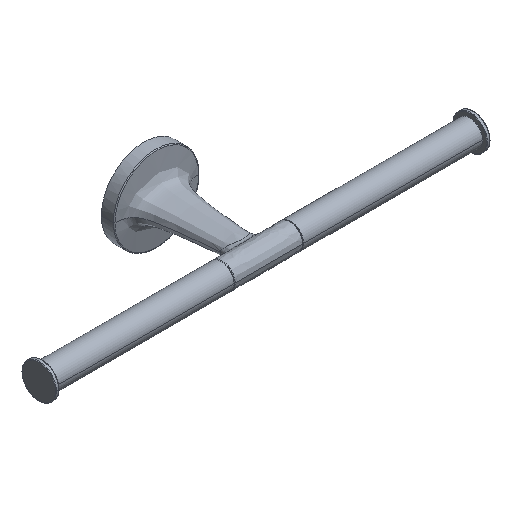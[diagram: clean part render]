
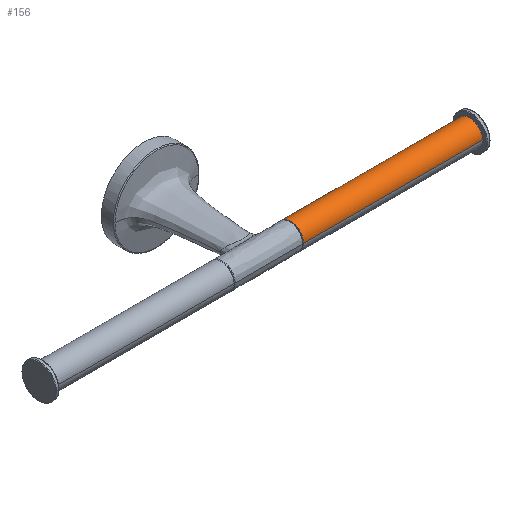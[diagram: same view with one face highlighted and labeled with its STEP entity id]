
A CAD part, isometric view. The second image highlights one B-rep face of the part: STEP entity #156.
In plain terms, the highlighted free-form (B-spline) face has degree [2, 1] with [9, 2] control points.
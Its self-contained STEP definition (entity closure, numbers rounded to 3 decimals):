
#156=ADVANCED_FACE('',(#290),#4233,.T.);
#290=FACE_OUTER_BOUND('',#430,.T.);
#430=EDGE_LOOP('',(#1005,#1006,#1007,#1008));
#1005=ORIENTED_EDGE('',*,*,#3665,.T.);
#1006=ORIENTED_EDGE('',*,*,#3666,.T.);
#1007=ORIENTED_EDGE('',*,*,#3667,.T.);
#1008=ORIENTED_EDGE('',*,*,#3668,.T.);
#1627=PCURVE('',#4233,#2249);
#1628=PCURVE('',#4233,#2250);
#1629=PCURVE('',#4233,#2251);
#1630=PCURVE('',#4233,#2252);
#1631=PCURVE('',#4136,#2253);
#1636=PCURVE('',#4137,#2258);
#1639=PCURVE('',#4234,#2261);
#1641=PCURVE('',#4234,#2263);
#2249=DEFINITIONAL_REPRESENTATION('',(#2977),#21784);
#2250=DEFINITIONAL_REPRESENTATION('',(#2979),#21784);
#2251=DEFINITIONAL_REPRESENTATION('',(#2980),#21784);
#2252=DEFINITIONAL_REPRESENTATION('',(#2982),#21784);
#2253=DEFINITIONAL_REPRESENTATION('',(#3889),#21784);
#2258=DEFINITIONAL_REPRESENTATION('',(#3897),#21784);
#2261=DEFINITIONAL_REPRESENTATION('',(#2983),#21784);
#2263=DEFINITIONAL_REPRESENTATION('',(#2985),#21784);
#2977=B_SPLINE_CURVE_WITH_KNOTS('',1,(#21319,#21320),.UNSPECIFIED.,.F.,
 .F.,(2,2),(-23.562,0.),.UNSPECIFIED.);
#2978=B_SPLINE_CURVE_WITH_KNOTS('',1,(#21321,#21322),.UNSPECIFIED.,.F.,
 .F.,(2,2),(0.,105.),.UNSPECIFIED.);
#2979=B_SPLINE_CURVE_WITH_KNOTS('',1,(#21323,#21324),.UNSPECIFIED.,.F.,
 .F.,(2,2),(0.,105.),.UNSPECIFIED.);
#2980=B_SPLINE_CURVE_WITH_KNOTS('',1,(#21330,#21331),.UNSPECIFIED.,.F.,
 .F.,(2,2),(0.,23.562),.UNSPECIFIED.);
#2981=B_SPLINE_CURVE_WITH_KNOTS('',1,(#21332,#21333),.UNSPECIFIED.,.F.,
 .F.,(2,2),(-105.,0.),.UNSPECIFIED.);
#2982=B_SPLINE_CURVE_WITH_KNOTS('',1,(#21334,#21335),.UNSPECIFIED.,.F.,
 .F.,(2,2),(-105.,0.),.UNSPECIFIED.);
#2983=B_SPLINE_CURVE_WITH_KNOTS('',1,(#21396,#21397),.UNSPECIFIED.,.F.,
 .F.,(2,2),(0.,105.),.UNSPECIFIED.);
#2985=B_SPLINE_CURVE_WITH_KNOTS('',1,(#21400,#21401),.UNSPECIFIED.,.F.,
 .F.,(2,2),(-105.,0.),.UNSPECIFIED.);
#3337=SURFACE_CURVE('',#3887,(#1627,#1631),.PCURVE_S1.);
#3338=SURFACE_CURVE('',#2978,(#1628,#1639),.PCURVE_S1.);
#3339=SURFACE_CURVE('',#3888,(#1629,#1636),.PCURVE_S1.);
#3340=SURFACE_CURVE('',#2981,(#1630,#1641),.PCURVE_S1.);
#3665=EDGE_CURVE('',#4096,#4097,#3337,.T.);
#3666=EDGE_CURVE('',#4097,#4098,#3338,.T.);
#3667=EDGE_CURVE('',#4098,#4099,#3339,.T.);
#3668=EDGE_CURVE('',#4099,#4096,#3340,.T.);
#3887=(
BOUNDED_CURVE()
B_SPLINE_CURVE(2,(#21314,#21315,#21316,#21317,#21318),.UNSPECIFIED.,.F.,
 .F.)
B_SPLINE_CURVE_WITH_KNOTS((3,2,3),(-23.562,-11.781,
0.),.UNSPECIFIED.)
CURVE()
GEOMETRIC_REPRESENTATION_ITEM()
RATIONAL_B_SPLINE_CURVE((1.,0.707,1.,0.707,1.))
REPRESENTATION_ITEM('')
);
#3888=(
BOUNDED_CURVE()
B_SPLINE_CURVE(2,(#21325,#21326,#21327,#21328,#21329),.UNSPECIFIED.,.F.,
 .F.)
B_SPLINE_CURVE_WITH_KNOTS((3,2,3),(0.,11.781,23.562),
 .UNSPECIFIED.)
CURVE()
GEOMETRIC_REPRESENTATION_ITEM()
RATIONAL_B_SPLINE_CURVE((1.,0.707,1.,0.707,1.))
REPRESENTATION_ITEM('')
);
#3889=(
BOUNDED_CURVE()
B_SPLINE_CURVE(2,(#21336,#21337,#21338,#21339,#21340),.UNSPECIFIED.,.F.,
 .F.)
B_SPLINE_CURVE_WITH_KNOTS((3,2,3),(-23.562,-11.781,
0.),.UNSPECIFIED.)
CURVE()
GEOMETRIC_REPRESENTATION_ITEM()
RATIONAL_B_SPLINE_CURVE((1.,0.707,1.,0.707,1.))
REPRESENTATION_ITEM('')
);
#3897=(
BOUNDED_CURVE()
B_SPLINE_CURVE(2,(#21376,#21377,#21378,#21379,#21380),.UNSPECIFIED.,.F.,
 .F.)
B_SPLINE_CURVE_WITH_KNOTS((3,2,3),(0.,11.781,23.562),
 .UNSPECIFIED.)
CURVE()
GEOMETRIC_REPRESENTATION_ITEM()
RATIONAL_B_SPLINE_CURVE((1.,0.707,1.,0.707,1.))
REPRESENTATION_ITEM('')
);
#4096=VERTEX_POINT('',#21254);
#4097=VERTEX_POINT('',#21255);
#4098=VERTEX_POINT('',#21256);
#4099=VERTEX_POINT('',#21257);
#4136=B_SPLINE_SURFACE_WITH_KNOTS('',1,1,((#21166,#21167),(#21168,#21169)),
 .UNSPECIFIED.,.F.,.F.,.F.,(2,2),(2,2),(-9.001,9.001),(-9.001,9.001),
 .UNSPECIFIED.);
#4137=B_SPLINE_SURFACE_WITH_KNOTS('',1,1,((#21170,#21171),(#21172,#21173)),
 .UNSPECIFIED.,.F.,.F.,.F.,(2,2),(2,2),(-9.001,9.001),(-9.001,9.001),
 .UNSPECIFIED.);
#4233=(
BOUNDED_SURFACE()
B_SPLINE_SURFACE(2,1,((#21148,#21149),(#21150,#21151),(#21152,#21153),(#21154,
#21155),(#21156,#21157),(#21158,#21159),(#21160,#21161),(#21162,#21163),
(#21164,#21165)),.UNSPECIFIED.,.T.,.F.,.F.)
B_SPLINE_SURFACE_WITH_KNOTS((3,2,2,2,3),(2,2),(0.,1.571,3.142,
4.712,6.283),(0.,126.002),.UNSPECIFIED.)
GEOMETRIC_REPRESENTATION_ITEM()
RATIONAL_B_SPLINE_SURFACE(((1.,1.),(0.707,0.707),
(1.,1.),(0.707,0.707),(1.,1.),(0.707,
0.707),(1.,1.),(0.707,0.707),(1.,1.)))
REPRESENTATION_ITEM('')
SURFACE()
);
#4234=(
BOUNDED_SURFACE()
B_SPLINE_SURFACE(2,1,((#21174,#21175),(#21176,#21177),(#21178,#21179),(#21180,
#21181),(#21182,#21183),(#21184,#21185),(#21186,#21187),(#21188,#21189),
(#21190,#21191)),.UNSPECIFIED.,.T.,.F.,.F.)
B_SPLINE_SURFACE_WITH_KNOTS((3,2,2,2,3),(2,2),(0.,1.571,3.142,
4.712,6.283),(0.,126.002),.UNSPECIFIED.)
GEOMETRIC_REPRESENTATION_ITEM()
RATIONAL_B_SPLINE_SURFACE(((1.,1.),(0.707,0.707),
(1.,1.),(0.707,0.707),(1.,1.),(0.707,
0.707),(1.,1.),(0.707,0.707),(1.,1.)))
REPRESENTATION_ITEM('')
SURFACE()
);
#21148=CARTESIAN_POINT('',(135.801,-27.825,22.825));
#21149=CARTESIAN_POINT('',(9.799,-27.825,22.825));
#21150=CARTESIAN_POINT('',(135.801,-35.325,22.825));
#21151=CARTESIAN_POINT('',(9.799,-35.325,22.825));
#21152=CARTESIAN_POINT('',(135.801,-35.325,30.325));
#21153=CARTESIAN_POINT('',(9.799,-35.325,30.325));
#21154=CARTESIAN_POINT('',(135.801,-35.325,37.825));
#21155=CARTESIAN_POINT('',(9.799,-35.325,37.825));
#21156=CARTESIAN_POINT('',(135.801,-27.825,37.825));
#21157=CARTESIAN_POINT('',(9.799,-27.825,37.825));
#21158=CARTESIAN_POINT('',(135.801,-20.325,37.825));
#21159=CARTESIAN_POINT('',(9.799,-20.325,37.825));
#21160=CARTESIAN_POINT('',(135.801,-20.325,30.325));
#21161=CARTESIAN_POINT('',(9.799,-20.325,30.325));
#21162=CARTESIAN_POINT('',(135.801,-20.325,22.825));
#21163=CARTESIAN_POINT('',(9.799,-20.325,22.825));
#21164=CARTESIAN_POINT('',(135.801,-27.825,22.825));
#21165=CARTESIAN_POINT('',(9.799,-27.825,22.825));
#21166=CARTESIAN_POINT('',(125.3,-36.826,21.324));
#21167=CARTESIAN_POINT('',(125.3,-36.826,39.326));
#21168=CARTESIAN_POINT('',(125.3,-18.824,21.324));
#21169=CARTESIAN_POINT('',(125.3,-18.824,39.326));
#21170=CARTESIAN_POINT('',(20.3,-36.826,21.324));
#21171=CARTESIAN_POINT('',(20.3,-18.824,21.324));
#21172=CARTESIAN_POINT('',(20.3,-36.826,39.326));
#21173=CARTESIAN_POINT('',(20.3,-18.824,39.326));
#21174=CARTESIAN_POINT('',(135.801,-27.825,37.825));
#21175=CARTESIAN_POINT('',(9.799,-27.825,37.825));
#21176=CARTESIAN_POINT('',(135.801,-20.325,37.825));
#21177=CARTESIAN_POINT('',(9.799,-20.325,37.825));
#21178=CARTESIAN_POINT('',(135.801,-20.325,30.325));
#21179=CARTESIAN_POINT('',(9.799,-20.325,30.325));
#21180=CARTESIAN_POINT('',(135.801,-20.325,22.825));
#21181=CARTESIAN_POINT('',(9.799,-20.325,22.825));
#21182=CARTESIAN_POINT('',(135.801,-27.825,22.825));
#21183=CARTESIAN_POINT('',(9.799,-27.825,22.825));
#21184=CARTESIAN_POINT('',(135.801,-35.325,22.825));
#21185=CARTESIAN_POINT('',(9.799,-35.325,22.825));
#21186=CARTESIAN_POINT('',(135.801,-35.325,30.325));
#21187=CARTESIAN_POINT('',(9.799,-35.325,30.325));
#21188=CARTESIAN_POINT('',(135.801,-35.325,37.825));
#21189=CARTESIAN_POINT('',(9.799,-35.325,37.825));
#21190=CARTESIAN_POINT('',(135.801,-27.825,37.825));
#21191=CARTESIAN_POINT('',(9.799,-27.825,37.825));
#21254=CARTESIAN_POINT('',(125.3,-35.325,30.325));
#21255=CARTESIAN_POINT('',(125.3,-20.325,30.325));
#21256=CARTESIAN_POINT('',(20.3,-20.325,30.325));
#21257=CARTESIAN_POINT('',(20.3,-35.325,30.325));
#21314=CARTESIAN_POINT('',(125.3,-35.325,30.325));
#21315=CARTESIAN_POINT('',(125.3,-35.325,37.825));
#21316=CARTESIAN_POINT('',(125.3,-27.825,37.825));
#21317=CARTESIAN_POINT('',(125.3,-20.325,37.825));
#21318=CARTESIAN_POINT('',(125.3,-20.325,30.325));
#21319=CARTESIAN_POINT('',(1.571,10.501));
#21320=CARTESIAN_POINT('',(4.712,10.501));
#21321=CARTESIAN_POINT('',(125.3,-20.325,30.325));
#21322=CARTESIAN_POINT('',(20.3,-20.325,30.325));
#21323=CARTESIAN_POINT('',(4.712,10.501));
#21324=CARTESIAN_POINT('',(4.712,115.501));
#21325=CARTESIAN_POINT('',(20.3,-20.325,30.325));
#21326=CARTESIAN_POINT('',(20.3,-20.325,37.825));
#21327=CARTESIAN_POINT('',(20.3,-27.825,37.825));
#21328=CARTESIAN_POINT('',(20.3,-35.325,37.825));
#21329=CARTESIAN_POINT('',(20.3,-35.325,30.325));
#21330=CARTESIAN_POINT('',(4.712,115.501));
#21331=CARTESIAN_POINT('',(1.571,115.501));
#21332=CARTESIAN_POINT('',(20.3,-35.325,30.325));
#21333=CARTESIAN_POINT('',(125.3,-35.325,30.325));
#21334=CARTESIAN_POINT('',(1.571,115.501));
#21335=CARTESIAN_POINT('',(1.571,10.501));
#21336=CARTESIAN_POINT('',(-7.5,0.));
#21337=CARTESIAN_POINT('',(-7.5,7.5));
#21338=CARTESIAN_POINT('',(0.,7.5));
#21339=CARTESIAN_POINT('',(7.5,7.5));
#21340=CARTESIAN_POINT('',(7.5,0.));
#21376=CARTESIAN_POINT('',(0.,7.5));
#21377=CARTESIAN_POINT('',(7.5,7.5));
#21378=CARTESIAN_POINT('',(7.5,0.));
#21379=CARTESIAN_POINT('',(7.5,-7.5));
#21380=CARTESIAN_POINT('',(0.,-7.5));
#21396=CARTESIAN_POINT('',(1.571,10.501));
#21397=CARTESIAN_POINT('',(1.571,115.501));
#21400=CARTESIAN_POINT('',(4.712,115.501));
#21401=CARTESIAN_POINT('',(4.712,10.501));
#21784=(
GEOMETRIC_REPRESENTATION_CONTEXT(2)
PARAMETRIC_REPRESENTATION_CONTEXT()
REPRESENTATION_CONTEXT('pspace','')
);
